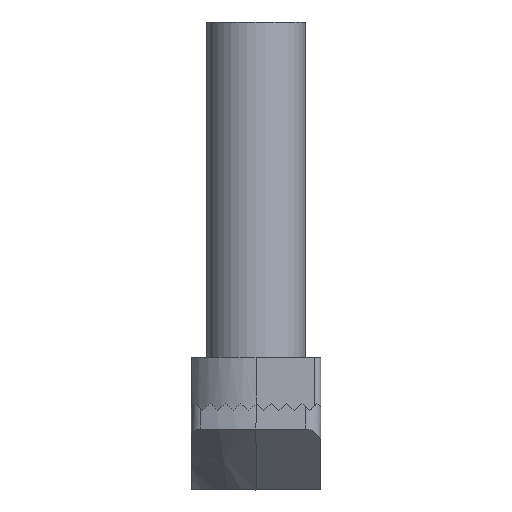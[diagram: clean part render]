
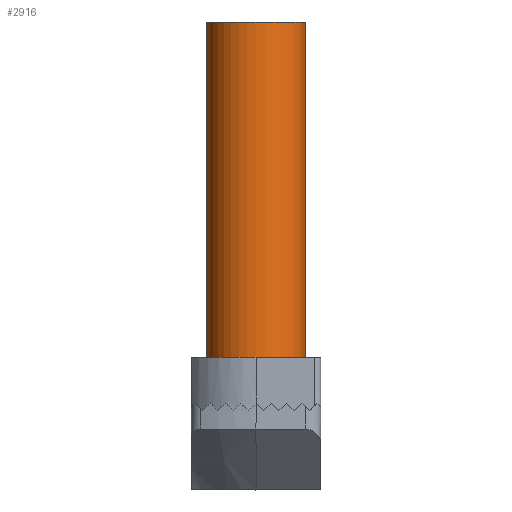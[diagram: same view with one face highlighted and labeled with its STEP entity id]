
A CAD part, front view. The second image highlights one B-rep face of the part: STEP entity #2916.
In plain terms, the highlighted cylindrical face has radius 3.233 mm (diameter 6.466 mm), a full revolution.
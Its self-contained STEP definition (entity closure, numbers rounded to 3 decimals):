
#1404=CYLINDRICAL_SURFACE('',#2806,3.233);
#1409=CIRCLE('',#2692,3.233);
#1414=CIRCLE('',#2807,3.233);
#1740=ORIENTED_EDGE('',*,*,#2214,.T.);
#1741=ORIENTED_EDGE('',*,*,#2059,.T.);
#1951=VERTEX_POINT('',#2939);
#2050=VERTEX_POINT('',#3317);
#2059=EDGE_CURVE('',#1951,#1951,#1409,.T.);
#2214=EDGE_CURVE('',#2050,#2050,#1414,.T.);
#2274=EDGE_LOOP('',(#1740));
#2275=EDGE_LOOP('',(#1741));
#2336=FACE_BOUND('',#2274,.T.);
#2337=FACE_BOUND('',#2275,.T.);
#2353=DIRECTION('',(0.,0.,1.));
#2354=DIRECTION('',(0.,-3.233,0.));
#2677=DIRECTION('',(0.,0.,-1.));
#2678=DIRECTION('',(0.,1.,0.));
#2679=DIRECTION('',(0.,0.,-1.));
#2680=DIRECTION('',(3.233,0.,0.));
#2692=AXIS2_PLACEMENT_3D('',#2940,#2353,#2354);
#2806=AXIS2_PLACEMENT_3D('',#3316,#2677,#2678);
#2807=AXIS2_PLACEMENT_3D('',#3318,#2679,#2680);
#2916=ADVANCED_FACE('',(#2336,#2337),#1404,.T.);
#2939=CARTESIAN_POINT('',(0.,-3.233,8.7));
#2940=CARTESIAN_POINT('',(0.,0.,8.7));
#3316=CARTESIAN_POINT('',(0.,0.,30.7));
#3317=CARTESIAN_POINT('',(3.233,0.,30.7));
#3318=CARTESIAN_POINT('',(0.,0.,30.7));
